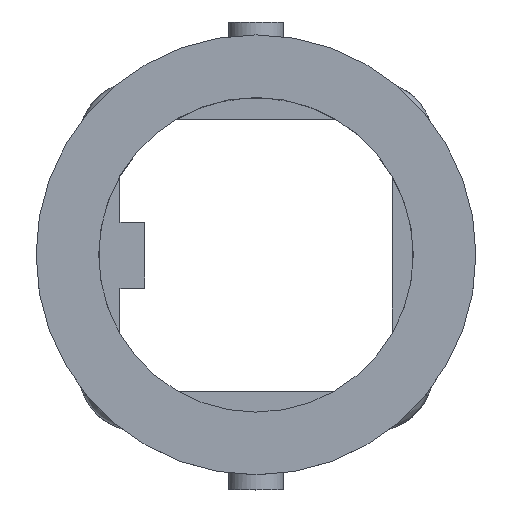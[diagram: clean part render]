
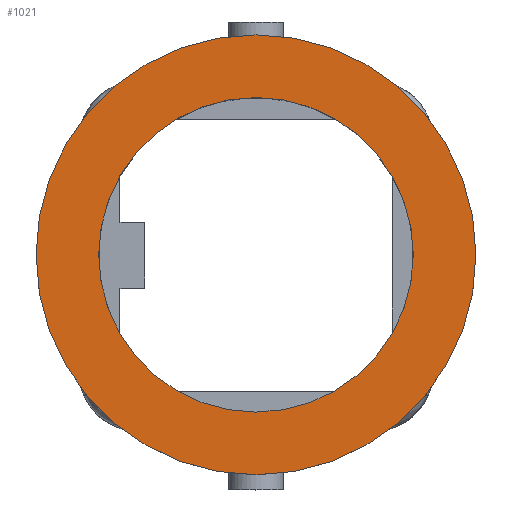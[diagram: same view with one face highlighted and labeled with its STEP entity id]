
A CAD part, top view. The second image highlights one B-rep face of the part: STEP entity #1021.
In plain terms, the highlighted planar face has unit normal (0, 0, 1).
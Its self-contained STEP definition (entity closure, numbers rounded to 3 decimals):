
#729=PLANE('',#4775);
#876=CIRCLE('',#4772,11.8);
#877=CIRCLE('',#4774,16.5);
#978=FACE_BOUND('',#1488,.T.);
#979=FACE_BOUND('',#1489,.T.);
#1021=ADVANCED_FACE('',(#978,#979),#729,.T.);
#1488=EDGE_LOOP('',(#1939));
#1489=EDGE_LOOP('',(#1940));
#1939=ORIENTED_EDGE('',*,*,#3431,.T.);
#1940=ORIENTED_EDGE('',*,*,#3430,.F.);
#3058=VERTEX_POINT('',#6426);
#3059=VERTEX_POINT('',#6429);
#3430=EDGE_CURVE('',#3058,#3058,#876,.T.);
#3431=EDGE_CURVE('',#3059,#3059,#877,.T.);
#4772=AXIS2_PLACEMENT_3D('',#6425,#5210,#5211);
#4774=AXIS2_PLACEMENT_3D('',#6428,#5214,#5215);
#4775=AXIS2_PLACEMENT_3D('',#6430,#5216,#5217);
#5210=DIRECTION('',(0.,0.,1.));
#5211=DIRECTION('',(1.,0.,0.));
#5214=DIRECTION('',(0.,0.,1.));
#5215=DIRECTION('',(1.,0.,0.));
#5216=DIRECTION('',(0.,0.,1.));
#5217=DIRECTION('',(-1.,0.,0.));
#6425=CARTESIAN_POINT('',(0.,0.,45.4));
#6426=CARTESIAN_POINT('',(11.8,0.,45.4));
#6428=CARTESIAN_POINT('',(0.,0.,45.4));
#6429=CARTESIAN_POINT('',(16.5,0.,45.4));
#6430=CARTESIAN_POINT('',(0.,0.,45.4));
